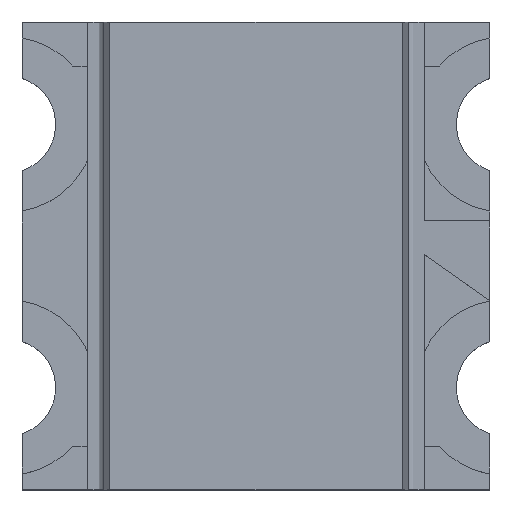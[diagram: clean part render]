
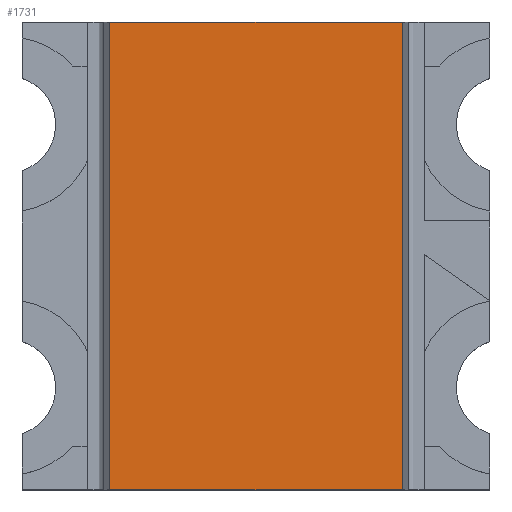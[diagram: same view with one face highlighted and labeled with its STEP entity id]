
A CAD part, top view. The second image highlights one B-rep face of the part: STEP entity #1731.
In plain terms, the highlighted planar face has unit normal (0, 0, 1).
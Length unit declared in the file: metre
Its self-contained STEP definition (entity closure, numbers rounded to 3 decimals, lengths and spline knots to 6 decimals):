
#73=PLANE('',#1847);
#229=LINE('',#2593,#405);
#238=LINE('',#2618,#414);
#240=LINE('',#2622,#416);
#242=LINE('',#2625,#418);
#405=VECTOR('',#2178,1.);
#414=VECTOR('',#2195,1.);
#416=VECTOR('',#2199,1.);
#418=VECTOR('',#2203,1.);
#792=ORIENTED_EDGE('',*,*,#1030,.T.);
#793=ORIENTED_EDGE('',*,*,#1014,.F.);
#794=ORIENTED_EDGE('',*,*,#1028,.F.);
#795=ORIENTED_EDGE('',*,*,#1026,.T.);
#1014=EDGE_CURVE('',#1162,#1163,#229,.T.);
#1026=EDGE_CURVE('',#1175,#1174,#238,.T.);
#1028=EDGE_CURVE('',#1175,#1162,#240,.T.);
#1030=EDGE_CURVE('',#1174,#1163,#242,.T.);
#1162=VERTEX_POINT('',#2592);
#1163=VERTEX_POINT('',#2594);
#1174=VERTEX_POINT('',#2617);
#1175=VERTEX_POINT('',#2619);
#1273=EDGE_LOOP('',(#792,#793,#794,#795));
#1347=FACE_BOUND('',#1273,.T.);
#1731=ADVANCED_FACE('',(#1347),#73,.T.);
#1847=AXIS2_PLACEMENT_3D('',#2624,#2201,#2202);
#2178=DIRECTION('',(1.,0.,0.));
#2195=DIRECTION('',(1.,0.,0.));
#2199=DIRECTION('',(0.,1.,0.));
#2201=DIRECTION('',(0.,0.,1.));
#2202=DIRECTION('',(1.,0.,0.));
#2203=DIRECTION('',(0.,1.,0.));
#2592=CARTESIAN_POINT('',(-0.0005,0.0008,0.000455));
#2593=CARTESIAN_POINT('',(-0.0005,0.0008,0.000455));
#2594=CARTESIAN_POINT('',(0.0005,0.0008,0.000455));
#2617=CARTESIAN_POINT('',(0.0005,-0.0008,0.000455));
#2618=CARTESIAN_POINT('',(-0.0005,-0.0008,0.000455));
#2619=CARTESIAN_POINT('',(-0.0005,-0.0008,0.000455));
#2622=CARTESIAN_POINT('',(-0.0005,-0.0008,0.000455));
#2624=CARTESIAN_POINT('',(-0.0005,-0.0008,0.000455));
#2625=CARTESIAN_POINT('',(0.0005,-0.0008,0.000455));
